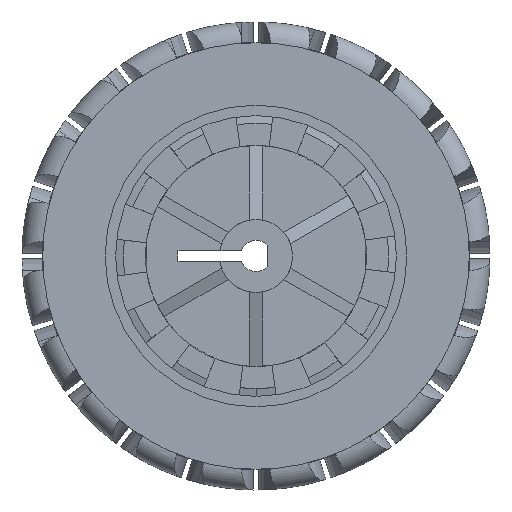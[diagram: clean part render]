
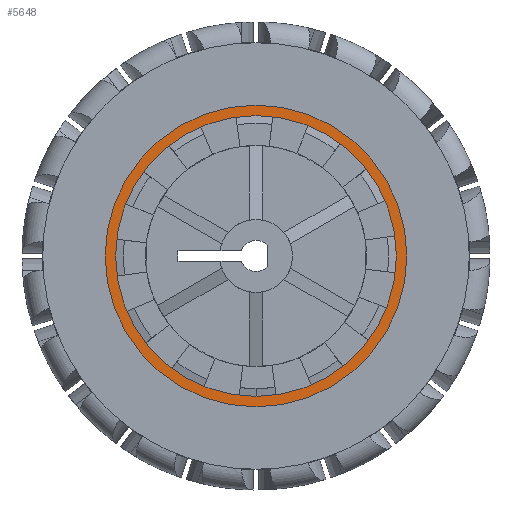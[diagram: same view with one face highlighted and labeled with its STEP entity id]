
A CAD part, left-side view. The second image highlights one B-rep face of the part: STEP entity #5648.
In plain terms, the highlighted planar face has unit normal (-1, 0, 0).
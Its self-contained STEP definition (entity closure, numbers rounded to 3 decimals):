
#162 = CARTESIAN_POINT ( 'NONE',  ( -5.625, 0., -13.5 ) ) ;
#175 = ORIENTED_EDGE ( 'NONE', *, *, #13961, .F. ) ;
#555 = VERTEX_POINT ( 'NONE', #162 ) ;
#566 = DIRECTION ( 'NONE',  ( 0., 0., 1. ) ) ;
#933 = ORIENTED_EDGE ( 'NONE', *, *, #10644, .F. ) ;
#1092 = AXIS2_PLACEMENT_3D ( 'NONE', #2458, #2651, #5733 ) ;
#1912 = CIRCLE ( 'NONE', #6822, 14.5 ) ;
#2458 = CARTESIAN_POINT ( 'NONE',  ( -5.625, 13.5, 0. ) ) ;
#2651 = DIRECTION ( 'NONE',  ( 1., 0., 0. ) ) ;
#3984 = DIRECTION ( 'NONE',  ( -1., 0., 0. ) ) ;
#4772 = EDGE_CURVE ( 'NONE', #13176, #10510, #1912, .T. ) ;
#4842 = ORIENTED_EDGE ( 'NONE', *, *, #8787, .T. ) ;
#4981 = FACE_BOUND ( 'NONE', #13790, .T. ) ;
#5460 = EDGE_LOOP ( 'NONE', ( #13675, #4842 ) ) ;
#5648 = ADVANCED_FACE ( 'NONE', ( #4981, #7593 ), #10302, .F. ) ;
#5733 = DIRECTION ( 'NONE',  ( 0., 0., -1. ) ) ;
#6059 = CARTESIAN_POINT ( 'NONE',  ( -5.625, 0., 0. ) ) ;
#6303 = CARTESIAN_POINT ( 'NONE',  ( -5.625, 0., 0. ) ) ;
#6822 = AXIS2_PLACEMENT_3D ( 'NONE', #13196, #7612, #7709 ) ;
#6926 = CIRCLE ( 'NONE', #13889, 14.5 ) ;
#7336 = DIRECTION ( 'NONE',  ( -1., 0., 0. ) ) ;
#7593 = FACE_OUTER_BOUND ( 'NONE', #5460, .T. ) ;
#7612 = DIRECTION ( 'NONE',  ( -1., 0., 0. ) ) ;
#7709 = DIRECTION ( 'NONE',  ( 0., 0., 1. ) ) ;
#8335 = DIRECTION ( 'NONE',  ( 0., 0., 1. ) ) ;
#8787 = EDGE_CURVE ( 'NONE', #10510, #13176, #6926, .T. ) ;
#9162 = AXIS2_PLACEMENT_3D ( 'NONE', #6059, #3984, #566 ) ;
#9493 = DIRECTION ( 'NONE',  ( -1., 0., 0. ) ) ;
#9551 = CARTESIAN_POINT ( 'NONE',  ( -5.625, 0., 0. ) ) ;
#9577 = DIRECTION ( 'NONE',  ( 0., 0., 1. ) ) ;
#9755 = CARTESIAN_POINT ( 'NONE',  ( -5.625, 0., 14.5 ) ) ;
#10302 = PLANE ( 'NONE',  #1092 ) ;
#10510 = VERTEX_POINT ( 'NONE', #12288 ) ;
#10524 = VERTEX_POINT ( 'NONE', #13673 ) ;
#10644 = EDGE_CURVE ( 'NONE', #555, #10524, #12271, .T. ) ;
#12271 = CIRCLE ( 'NONE', #12984, 13.5 ) ;
#12288 = CARTESIAN_POINT ( 'NONE',  ( -5.625, 0., -14.5 ) ) ;
#12984 = AXIS2_PLACEMENT_3D ( 'NONE', #6303, #7336, #9577 ) ;
#13176 = VERTEX_POINT ( 'NONE', #9755 ) ;
#13196 = CARTESIAN_POINT ( 'NONE',  ( -5.625, 0., 0. ) ) ;
#13524 = CIRCLE ( 'NONE', #9162, 13.5 ) ;
#13673 = CARTESIAN_POINT ( 'NONE',  ( -5.625, 0., 13.5 ) ) ;
#13675 = ORIENTED_EDGE ( 'NONE', *, *, #4772, .T. ) ;
#13790 = EDGE_LOOP ( 'NONE', ( #175, #933 ) ) ;
#13889 = AXIS2_PLACEMENT_3D ( 'NONE', #9551, #9493, #8335 ) ;
#13961 = EDGE_CURVE ( 'NONE', #10524, #555, #13524, .T. ) ;
